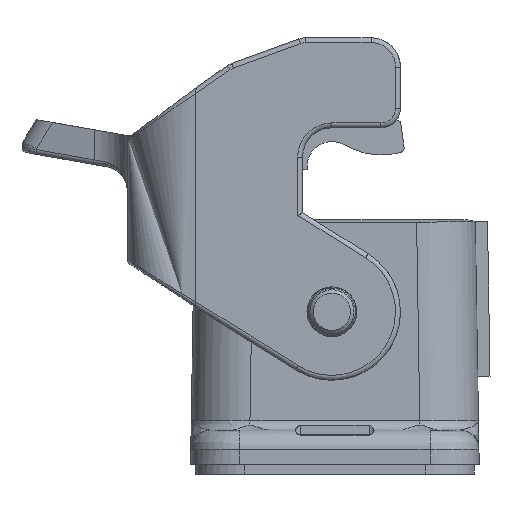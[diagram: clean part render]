
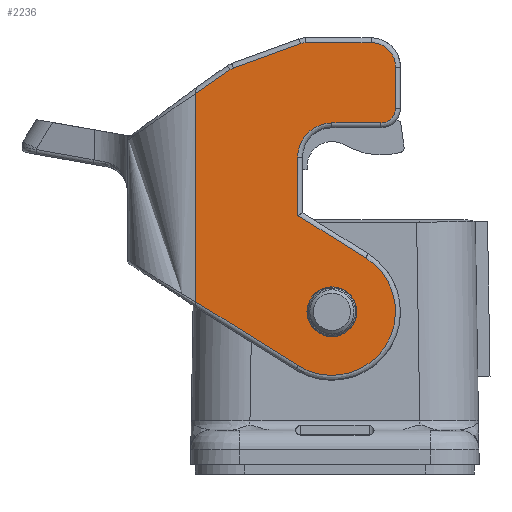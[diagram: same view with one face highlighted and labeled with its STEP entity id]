
A CAD part, left-side view. The second image highlights one B-rep face of the part: STEP entity #2236.
In plain terms, the highlighted planar face has unit normal (-1, 0, 0).
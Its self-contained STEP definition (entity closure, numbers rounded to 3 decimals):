
#2236=ADVANCED_FACE('',(#3097,#3098),#2593,.F.);
#2593=PLANE('',#10890);
#2830=CIRCLE('',#10859,1.5);
#2834=CIRCLE('',#10864,1.5);
#2837=CIRCLE('',#10868,2.5);
#2841=CIRCLE('',#10873,1.5);
#2845=CIRCLE('',#10878,3.5);
#2849=CIRCLE('',#10884,6.5);
#2852=CIRCLE('',#10889,2.55);
#3097=FACE_BOUND('',#3615,.T.);
#3098=FACE_BOUND('',#3616,.T.);
#3615=EDGE_LOOP('',(#5788));
#3616=EDGE_LOOP('',(#5789,#5790,#5791,#5792,#5793,#5794,#5795,#5796,#5797,
#5798,#5799,#5800,#5801,#5802,#5803));
#5788=ORIENTED_EDGE('',*,*,#8335,.F.);
#5789=ORIENTED_EDGE('',*,*,#8336,.F.);
#5790=ORIENTED_EDGE('',*,*,#8332,.F.);
#5791=ORIENTED_EDGE('',*,*,#8323,.F.);
#5792=ORIENTED_EDGE('',*,*,#8320,.F.);
#5793=ORIENTED_EDGE('',*,*,#8317,.F.);
#5794=ORIENTED_EDGE('',*,*,#8314,.F.);
#5795=ORIENTED_EDGE('',*,*,#8311,.F.);
#5796=ORIENTED_EDGE('',*,*,#8308,.F.);
#5797=ORIENTED_EDGE('',*,*,#8305,.F.);
#5798=ORIENTED_EDGE('',*,*,#8302,.F.);
#5799=ORIENTED_EDGE('',*,*,#8300,.F.);
#5800=ORIENTED_EDGE('',*,*,#8298,.F.);
#5801=ORIENTED_EDGE('',*,*,#8296,.F.);
#5802=ORIENTED_EDGE('',*,*,#8293,.F.);
#5803=ORIENTED_EDGE('',*,*,#8337,.F.);
#7116=VERTEX_POINT('',#17046);
#7117=VERTEX_POINT('',#17047);
#7118=VERTEX_POINT('',#17076);
#7119=VERTEX_POINT('',#17080);
#7120=VERTEX_POINT('',#17108);
#7121=VERTEX_POINT('',#17112);
#7123=VERTEX_POINT('',#17142);
#7125=VERTEX_POINT('',#17148);
#7127=VERTEX_POINT('',#17178);
#7129=VERTEX_POINT('',#17184);
#7131=VERTEX_POINT('',#17214);
#7133=VERTEX_POINT('',#17227);
#7135=VERTEX_POINT('',#17233);
#7142=VERTEX_POINT('',#17275);
#7144=VERTEX_POINT('',#17288);
#7145=VERTEX_POINT('',#17290);
#8293=EDGE_CURVE('',#7116,#7117,#2830,.T.);
#8296=EDGE_CURVE('',#7117,#7118,#9176,.T.);
#8298=EDGE_CURVE('',#7118,#7119,#2834,.T.);
#8300=EDGE_CURVE('',#7119,#7120,#9177,.T.);
#8302=EDGE_CURVE('',#7120,#7121,#2837,.T.);
#8305=EDGE_CURVE('',#7121,#7123,#9178,.T.);
#8308=EDGE_CURVE('',#7123,#7125,#2841,.T.);
#8311=EDGE_CURVE('',#7125,#7127,#9180,.T.);
#8314=EDGE_CURVE('',#7127,#7129,#2845,.T.);
#8317=EDGE_CURVE('',#7129,#7131,#9182,.T.);
#8320=EDGE_CURVE('',#7131,#7133,#9184,.T.);
#8323=EDGE_CURVE('',#7133,#7135,#2849,.T.);
#8332=EDGE_CURVE('',#7135,#7142,#9192,.T.);
#8335=EDGE_CURVE('',#7144,#7144,#2852,.T.);
#8336=EDGE_CURVE('',#7142,#7145,#9193,.T.);
#8337=EDGE_CURVE('',#7145,#7116,#9194,.T.);
#9176=LINE('',#17075,#9901);
#9177=LINE('',#17107,#9902);
#9178=LINE('',#17141,#9903);
#9180=LINE('',#17177,#9905);
#9182=LINE('',#17213,#9907);
#9184=LINE('',#17226,#9909);
#9192=LINE('',#17274,#9917);
#9193=LINE('',#17289,#9918);
#9194=LINE('',#17291,#9919);
#9901=VECTOR('',#12873,1.);
#9902=VECTOR('',#12882,1.);
#9903=VECTOR('',#12893,1.);
#9905=VECTOR('',#12905,1.);
#9907=VECTOR('',#12917,1.);
#9909=VECTOR('',#12921,1.);
#9917=VECTOR('',#12941,1.);
#9918=VECTOR('',#12946,1.);
#9919=VECTOR('',#12947,1.);
#10859=AXIS2_PLACEMENT_3D('',#17045,#12867,#12868);
#10864=AXIS2_PLACEMENT_3D('',#17079,#12878,#12879);
#10868=AXIS2_PLACEMENT_3D('',#17111,#12887,#12888);
#10873=AXIS2_PLACEMENT_3D('',#17147,#12899,#12900);
#10878=AXIS2_PLACEMENT_3D('',#17183,#12911,#12912);
#10884=AXIS2_PLACEMENT_3D('',#17232,#12927,#12928);
#10889=AXIS2_PLACEMENT_3D('',#17287,#12944,#12945);
#10890=AXIS2_PLACEMENT_3D('',#17292,#12948,#12949);
#12867=DIRECTION('',(1.,0.,0.));
#12868=DIRECTION('',(0.,0.574,0.819));
#12873=DIRECTION('',(0.,-0.94,0.342));
#12878=DIRECTION('',(1.,0.,0.));
#12879=DIRECTION('',(0.,0.342,0.94));
#12882=DIRECTION('',(0.,-1.,0.));
#12887=DIRECTION('',(1.,0.,0.));
#12888=DIRECTION('',(0.,0.,1.));
#12893=DIRECTION('',(0.,0.,-1.));
#12899=DIRECTION('',(1.,0.,0.));
#12900=DIRECTION('',(0.,-1.,0.));
#12905=DIRECTION('',(0.,1.,0.));
#12911=DIRECTION('',(-1.,0.,0.));
#12912=DIRECTION('',(0.,0.,1.));
#12917=DIRECTION('',(0.,0.,-1.));
#12921=DIRECTION('',(0.,-0.848,-0.53));
#12927=DIRECTION('',(1.,0.,0.));
#12928=DIRECTION('',(0.,-0.53,0.848));
#12941=DIRECTION('',(0.,0.848,0.53));
#12944=DIRECTION('',(-1.,0.,0.));
#12945=DIRECTION('',(0.,-1.,0.));
#12946=DIRECTION('',(0.,0.,1.));
#12947=DIRECTION('',(0.,-0.819,0.574));
#12948=DIRECTION('',(1.,0.,0.));
#12949=DIRECTION('',(0.,-1.,0.));
#17045=CARTESIAN_POINT('',(-37.25,9.859,23.249));
#17046=CARTESIAN_POINT('',(-37.25,10.72,24.478));
#17047=CARTESIAN_POINT('',(-37.25,10.372,24.659));
#17075=CARTESIAN_POINT('',(-37.25,10.372,24.659));
#17076=CARTESIAN_POINT('',(-37.25,3.502,27.16));
#17079=CARTESIAN_POINT('',(-37.25,2.989,25.75));
#17080=CARTESIAN_POINT('',(-37.25,2.989,27.25));
#17107=CARTESIAN_POINT('',(-37.25,2.989,27.25));
#17108=CARTESIAN_POINT('',(-37.25,-3.7,27.25));
#17111=CARTESIAN_POINT('',(-37.25,-3.7,24.75));
#17112=CARTESIAN_POINT('',(-37.25,-6.2,24.75));
#17141=CARTESIAN_POINT('',(-37.25,-6.2,24.75));
#17142=CARTESIAN_POINT('',(-37.25,-6.2,20.55));
#17147=CARTESIAN_POINT('',(-37.25,-4.7,20.55));
#17148=CARTESIAN_POINT('',(-37.25,-4.7,19.05));
#17177=CARTESIAN_POINT('',(-37.25,-4.7,19.05));
#17178=CARTESIAN_POINT('',(-37.25,0.3,19.05));
#17183=CARTESIAN_POINT('',(-37.25,0.3,15.55));
#17184=CARTESIAN_POINT('',(-37.25,3.8,15.55));
#17213=CARTESIAN_POINT('',(-37.25,3.8,15.55));
#17214=CARTESIAN_POINT('',(-37.25,3.8,9.602));
#17226=CARTESIAN_POINT('',(-37.25,3.8,9.602));
#17227=CARTESIAN_POINT('',(-37.25,-3.144,5.262));
#17232=CARTESIAN_POINT('',(-37.25,0.3,-0.25));
#17233=CARTESIAN_POINT('',(-37.25,3.744,-5.762));
#17274=CARTESIAN_POINT('',(-37.25,3.744,-5.762));
#17275=CARTESIAN_POINT('',(-37.25,14.2,0.771));
#17287=CARTESIAN_POINT('',(-37.25,0.3,-0.25));
#17288=CARTESIAN_POINT('',(-37.25,-2.25,-0.25));
#17289=CARTESIAN_POINT('',(-37.25,14.2,0.771));
#17290=CARTESIAN_POINT('',(-37.25,14.2,22.041));
#17291=CARTESIAN_POINT('',(-37.25,14.2,22.041));
#17292=CARTESIAN_POINT('',(-37.25,14.723,28.625));
